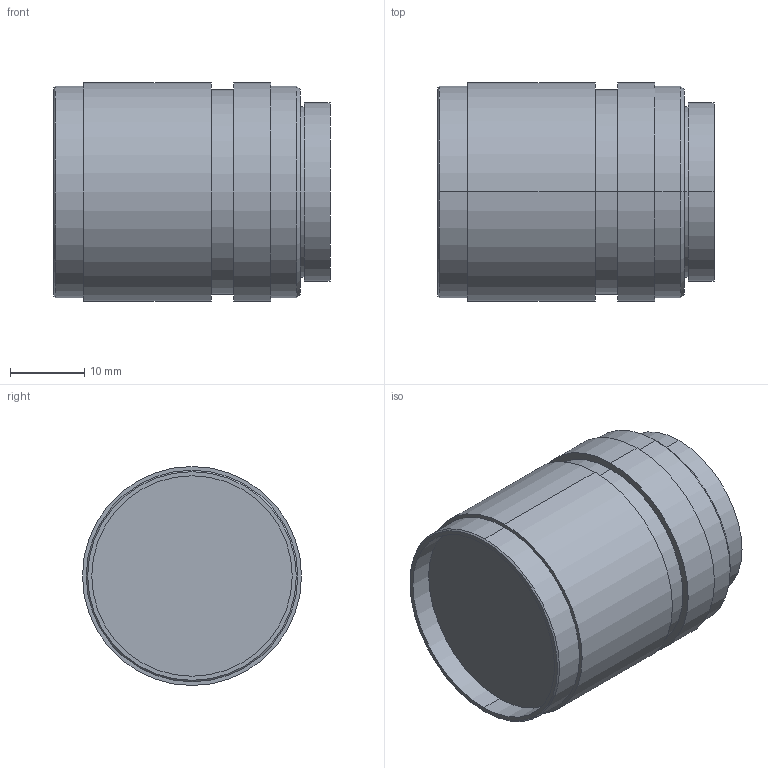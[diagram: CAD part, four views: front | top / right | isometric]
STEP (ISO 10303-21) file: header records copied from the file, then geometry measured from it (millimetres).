
FILE_DESCRIPTION (( 'STEP AP214' ), '1' );
FILE_NAME ('31634-X001-00KP-B33.STEP', '2009-07-30T11:42:11', ( 'Steffen Paul' ), ( 'CAMTEX GmbH' ), 'SwSTEP 2.0', 'SolidWorks 2008', '' );
FILE_SCHEMA (( 'AUTOMOTIVE_DESIGN' ));
Length unit declared in the file: millimetre
Products named in the file (1): 31634-X001-00KP-B33
Bounding box: 37.2 x 29.5 x 29.5 mm (x, y, z)
Volume: 22119.5 mm3; surface area: 5170.2 mm2
Topology: 1 solids, 1 shells, 29 faces, 56 edges, 36 vertices
Faces by surface type: cylinder 16, plane 9, cone 4
Entity records: 777 total; most frequent: DIRECTION 152, CARTESIAN_POINT 122, ORIENTED_EDGE 112, AXIS2_PLACEMENT_3D 66, EDGE_CURVE 56, EDGE_LOOP 36, VERTEX_POINT 36, CIRCLE 36
